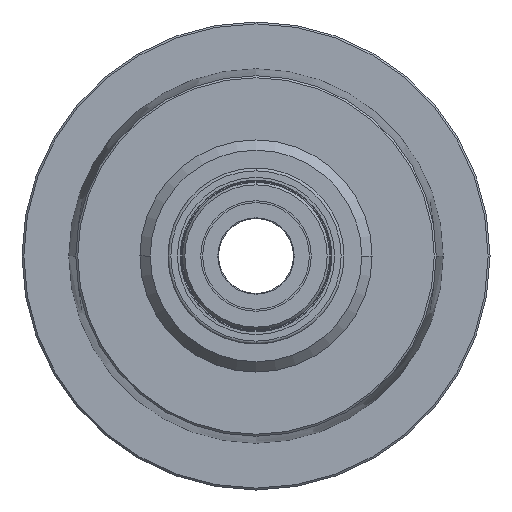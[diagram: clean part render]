
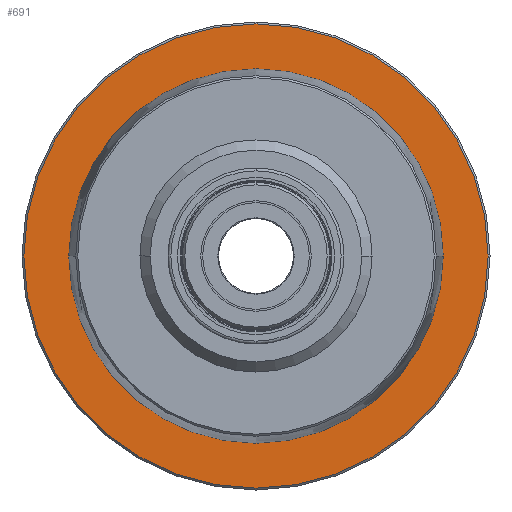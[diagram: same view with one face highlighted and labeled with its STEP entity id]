
A CAD part, front view. The second image highlights one B-rep face of the part: STEP entity #691.
In plain terms, the highlighted planar face has unit normal (0, -1, 0).
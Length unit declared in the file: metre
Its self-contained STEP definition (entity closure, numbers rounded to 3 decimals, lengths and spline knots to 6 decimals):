
#691=ADVANCED_FACE('0:5739',(#982,#983),#984,.T.);
#982=FACE_BOUND('',#1504,.T.);
#983=FACE_OUTER_BOUND('',#1505,.T.);
#984=PLANE('',#1506);
#1504=EDGE_LOOP('',(#2099,#2100));
#1505=EDGE_LOOP('',(#2101,#2102));
#1506=AXIS2_PLACEMENT_3D('',#2103,#2104,#2105);
#2099=ORIENTED_EDGE('',*,*,#3681,.F.);
#2100=ORIENTED_EDGE('',*,*,#3689,.F.);
#2101=ORIENTED_EDGE('',*,*,#3679,.F.);
#2102=ORIENTED_EDGE('',*,*,#3691,.F.);
#2103=CARTESIAN_POINT('',(0.05625,0.013,0.0));
#2104=DIRECTION('',(0.,-1.0,0.0));
#2105=DIRECTION('',(1.0,0.,0.0));
#3679=EDGE_CURVE('0:5790',#4217,#4214,#4219,.T.);
#3681=EDGE_CURVE('0:5781',#4220,#4223,#4224,.T.);
#3689=EDGE_CURVE('0:5781',#4223,#4220,#4235,.T.);
#3691=EDGE_CURVE('0:5790',#4214,#4217,#4237,.T.);
#4214=VERTEX_POINT('',#5092);
#4217=VERTEX_POINT('',#5096);
#4219=CIRCLE('',#5099,0.062);
#4220=VERTEX_POINT('',#5100);
#4223=VERTEX_POINT('',#5104);
#4224=CIRCLE('',#5105,0.05);
#4235=CIRCLE('',#5119,0.05);
#4237=CIRCLE('',#5121,0.062);
#5092=CARTESIAN_POINT('',(-0.062,0.013,0.));
#5096=CARTESIAN_POINT('',(0.062,0.013,0.));
#5099=AXIS2_PLACEMENT_3D('',#6413,#6414,#6415);
#5100=CARTESIAN_POINT('',(0.05,0.013,0.0));
#5104=CARTESIAN_POINT('',(-0.05,0.013,0.));
#5105=AXIS2_PLACEMENT_3D('',#6417,#6418,#6419);
#5119=AXIS2_PLACEMENT_3D('',#6435,#6436,#6437);
#5121=AXIS2_PLACEMENT_3D('',#6441,#6442,#6443);
#6413=CARTESIAN_POINT('',(0.,0.013,0.0));
#6414=DIRECTION('',(0.,1.0,-0.0));
#6415=DIRECTION('',(-1.0,0.,0.0));
#6417=CARTESIAN_POINT('',(0.,0.013,0.0));
#6418=DIRECTION('',(0.,-1.0,0.0));
#6419=DIRECTION('',(1.0,0.,0.0));
#6435=CARTESIAN_POINT('',(0.,0.013,0.0));
#6436=DIRECTION('',(0.,-1.0,0.0));
#6437=DIRECTION('',(1.0,0.,0.0));
#6441=CARTESIAN_POINT('',(0.,0.013,0.0));
#6442=DIRECTION('',(0.,1.0,-0.0));
#6443=DIRECTION('',(-1.0,0.,0.0));
